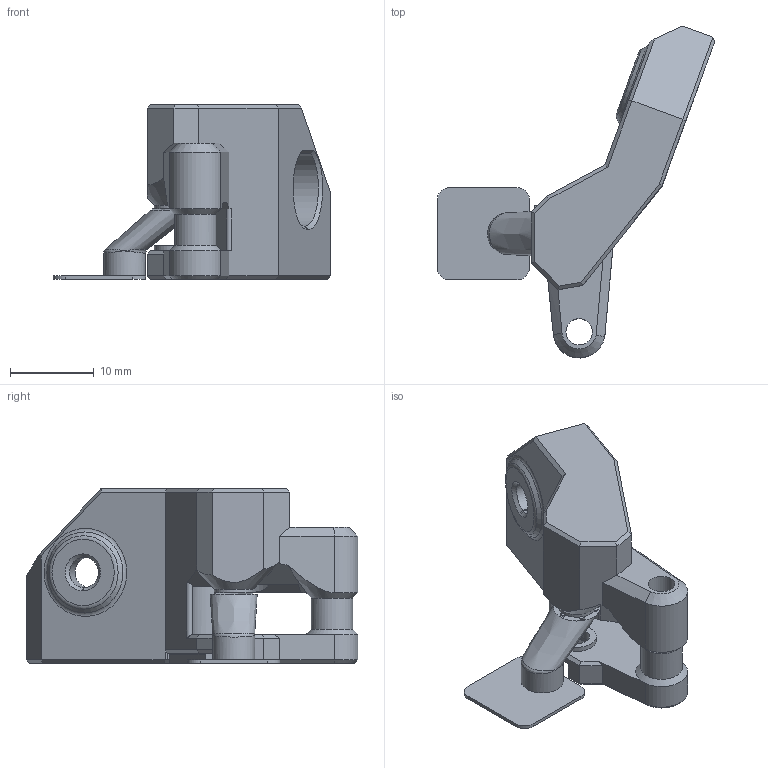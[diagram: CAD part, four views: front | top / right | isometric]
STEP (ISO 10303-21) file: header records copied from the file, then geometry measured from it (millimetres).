
FILE_DESCRIPTION(/* description */ ('STEP AP242','CAx-IF Rec.Pracs.---Representation and Presentation of Product Manufacturing Information (PMI)---4.0---2014-10-13','CAx-IF Rec.Pracs.---3D Tessellated Geometry---0.4---2014-09-14','2;1'),/* implementation_level */ '2;1');
FILE_NAME(/* name */ '6892e602bd442638c9b05262',/* time_stamp */ '2025-08-06T05:20:02Z',/* author */ (''),/* organization */ (''),/* preprocessor_version */ 'ST-DEVELOPER v20',/* originating_system */ 'ONSHAPE BY PTC INC, 1.201',/* authorisation */ ' ');
FILE_SCHEMA (('AP242_MANAGED_MODEL_BASED_3D_ENGINEERING_MIM_LF { 1 0 10303 442 1 1 4 }'));
Length unit declared in the file: metre
Products named in the file (3): A4T - WWBMG - Tension_Arm - Smooth_Idler Support; A4T - WWBMG - Tension_Arm - Smooth_Idler Support Recessed Area; A4T - WWBMG - Tension_Arm - Smooth_Idler
Bounding box: 33.08 x 39.55 x 20.8 mm (x, y, z)
Volume: 5027.8 mm3; surface area: 3520.1 mm2
Topology: 3 solids, 3 shells, 305 faces, 757 edges, 475 vertices
Faces by surface type: plane 241, cylinder 32, cone 18, bspline 11, torus 2, sphere 1
Full cylindrical faces by diameter (mm): 2.8 x1, 3 x1, 3.15 x1, 4.6 x2, 4.95 x1, 5 x1
Entity records: 9361 total; most frequent: CARTESIAN_POINT 2199, ORIENTED_EDGE 1454, DIRECTION 1409, EDGE_CURVE 727, LINE 575, VECTOR 575, VERTEX_POINT 466, AXIS2_PLACEMENT_3D 417
